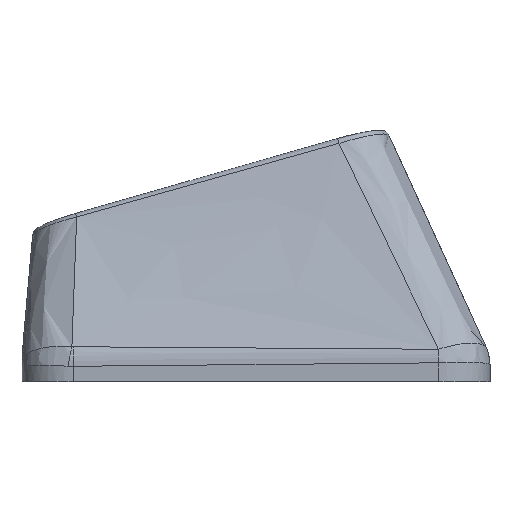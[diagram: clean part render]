
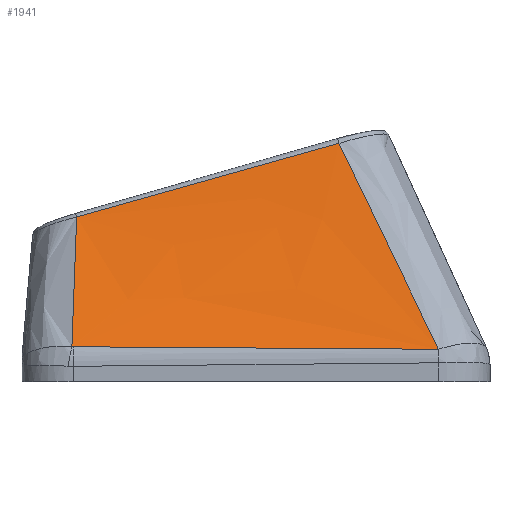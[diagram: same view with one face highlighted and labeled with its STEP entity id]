
A CAD part, left-side view. The second image highlights one B-rep face of the part: STEP entity #1941.
In plain terms, the highlighted free-form (B-spline) face has degree [3, 3] with [4, 4] control points.
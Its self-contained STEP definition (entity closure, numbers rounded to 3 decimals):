
#52=B_SPLINE_SURFACE_WITH_KNOTS('',3,3,((#4858,#4859,#4860,#4861),(#4862,
#4863,#4864,#4865),(#4866,#4867,#4868,#4869),(#4870,#4871,#4872,#4873)),
 .UNSPECIFIED.,.F.,.F.,.F.,(4,4),(4,4),(0.104,0.893),
(0.025,0.97),.UNSPECIFIED.);
#352=FACE_OUTER_BOUND('',#451,.T.);
#451=EDGE_LOOP('',(#1641,#1642,#1643,#1644,#1645,#1646));
#645=B_SPLINE_CURVE_WITH_KNOTS('',3,(#4384,#4385,#4386,#4387),
 .UNSPECIFIED.,.F.,.F.,(4,4),(0.,0.),.UNSPECIFIED.);
#647=B_SPLINE_CURVE_WITH_KNOTS('',3,(#4411,#4412,#4413,#4414),
 .UNSPECIFIED.,.F.,.F.,(4,4),(0.,1.416),.UNSPECIFIED.);
#649=B_SPLINE_CURVE_WITH_KNOTS('',3,(#4438,#4439,#4440,#4441),
 .UNSPECIFIED.,.F.,.F.,(4,4),(0.,0.005),
 .UNSPECIFIED.);
#671=B_SPLINE_CURVE_WITH_KNOTS('',3,(#4848,#4849,#4850,#4851),
 .UNSPECIFIED.,.F.,.F.,(4,4),(-0.605,-0.02),
 .UNSPECIFIED.);
#673=B_SPLINE_CURVE_WITH_KNOTS('',3,(#4875,#4876,#4877,#4878),
 .UNSPECIFIED.,.F.,.F.,(4,4),(0.024,0.961),
 .UNSPECIFIED.);
#674=B_SPLINE_CURVE_WITH_KNOTS('',3,(#4879,#4880,#4881,#4882),
 .UNSPECIFIED.,.F.,.F.,(4,4),(-1.057,0.),.UNSPECIFIED.);
#861=VERTEX_POINT('',#4343);
#865=VERTEX_POINT('',#4377);
#867=VERTEX_POINT('',#4404);
#869=VERTEX_POINT('',#4431);
#896=VERTEX_POINT('',#4847);
#897=VERTEX_POINT('',#4874);
#1139=EDGE_CURVE('',#861,#865,#645,.T.);
#1142=EDGE_CURVE('',#865,#867,#647,.T.);
#1145=EDGE_CURVE('',#867,#869,#649,.T.);
#1186=EDGE_CURVE('',#869,#896,#671,.T.);
#1188=EDGE_CURVE('',#897,#861,#673,.T.);
#1189=EDGE_CURVE('',#896,#897,#674,.T.);
#1641=ORIENTED_EDGE('',*,*,#1145,.F.);
#1642=ORIENTED_EDGE('',*,*,#1142,.F.);
#1643=ORIENTED_EDGE('',*,*,#1139,.F.);
#1644=ORIENTED_EDGE('',*,*,#1188,.F.);
#1645=ORIENTED_EDGE('',*,*,#1189,.F.);
#1646=ORIENTED_EDGE('',*,*,#1186,.F.);
#1941=ADVANCED_FACE('',(#352),#52,.T.);
#4343=CARTESIAN_POINT('',(-11.366,-7.081,0.254));
#4377=CARTESIAN_POINT('',(-11.366,-7.077,0.254));
#4384=CARTESIAN_POINT('Ctrl Pts',(-11.366,-7.081,0.254));
#4385=CARTESIAN_POINT('Ctrl Pts',(-11.366,-7.08,0.254));
#4386=CARTESIAN_POINT('Ctrl Pts',(-11.366,-7.079,0.254));
#4387=CARTESIAN_POINT('Ctrl Pts',(-11.366,-7.077,0.254));
#4404=CARTESIAN_POINT('',(-11.256,7.091,0.351));
#4411=CARTESIAN_POINT('Ctrl Pts',(-11.366,-7.077,0.254));
#4412=CARTESIAN_POINT('Ctrl Pts',(-11.346,-2.356,0.278));
#4413=CARTESIAN_POINT('Ctrl Pts',(-11.319,2.366,0.309));
#4414=CARTESIAN_POINT('Ctrl Pts',(-11.256,7.091,0.351));
#4431=CARTESIAN_POINT('',(-11.253,7.145,0.356));
#4438=CARTESIAN_POINT('Ctrl Pts',(-11.256,7.091,0.351));
#4439=CARTESIAN_POINT('Ctrl Pts',(-11.256,7.109,0.351));
#4440=CARTESIAN_POINT('Ctrl Pts',(-11.255,7.127,0.353));
#4441=CARTESIAN_POINT('Ctrl Pts',(-11.253,7.145,0.356));
#4847=CARTESIAN_POINT('',(-8.34,6.96,5.386));
#4848=CARTESIAN_POINT('Ctrl Pts',(-11.253,7.145,0.356));
#4849=CARTESIAN_POINT('Ctrl Pts',(-10.273,7.066,2.029));
#4850=CARTESIAN_POINT('Ctrl Pts',(-9.301,7.001,3.706));
#4851=CARTESIAN_POINT('Ctrl Pts',(-8.34,6.96,5.386));
#4858=CARTESIAN_POINT('Ctrl Pts',(-8.319,-3.64,8.36));
#4859=CARTESIAN_POINT('Ctrl Pts',(-9.335,-4.787,5.658));
#4860=CARTESIAN_POINT('Ctrl Pts',(-10.351,-5.934,2.956));
#4861=CARTESIAN_POINT('Ctrl Pts',(-11.366,-7.081,0.254));
#4862=CARTESIAN_POINT('Ctrl Pts',(-8.319,-0.032,
7.36));
#4863=CARTESIAN_POINT('Ctrl Pts',(-9.335,-0.801,
4.981));
#4864=CARTESIAN_POINT('Ctrl Pts',(-10.351,-1.571,2.602));
#4865=CARTESIAN_POINT('Ctrl Pts',(-11.366,-2.34,0.224));
#4866=CARTESIAN_POINT('Ctrl Pts',(-8.319,3.575,6.359));
#4867=CARTESIAN_POINT('Ctrl Pts',(-9.335,3.184,4.304));
#4868=CARTESIAN_POINT('Ctrl Pts',(-10.351,2.793,2.249));
#4869=CARTESIAN_POINT('Ctrl Pts',(-11.366,2.402,0.193));
#4870=CARTESIAN_POINT('Ctrl Pts',(-8.319,7.183,5.359));
#4871=CARTESIAN_POINT('Ctrl Pts',(-9.335,7.17,3.627));
#4872=CARTESIAN_POINT('Ctrl Pts',(-10.351,7.156,1.895));
#4873=CARTESIAN_POINT('Ctrl Pts',(-11.366,7.143,0.163));
#4874=CARTESIAN_POINT('',(-8.319,-3.22,8.243));
#4875=CARTESIAN_POINT('Ctrl Pts',(-8.319,-3.22,8.243));
#4876=CARTESIAN_POINT('Ctrl Pts',(-9.35,-4.518,5.589));
#4877=CARTESIAN_POINT('Ctrl Pts',(-10.362,-5.803,2.924));
#4878=CARTESIAN_POINT('Ctrl Pts',(-11.366,-7.081,0.254));
#4879=CARTESIAN_POINT('Ctrl Pts',(-8.34,6.96,5.386));
#4880=CARTESIAN_POINT('Ctrl Pts',(-8.333,3.565,6.33));
#4881=CARTESIAN_POINT('Ctrl Pts',(-8.326,0.172,7.285));
#4882=CARTESIAN_POINT('Ctrl Pts',(-8.319,-3.22,8.243));
